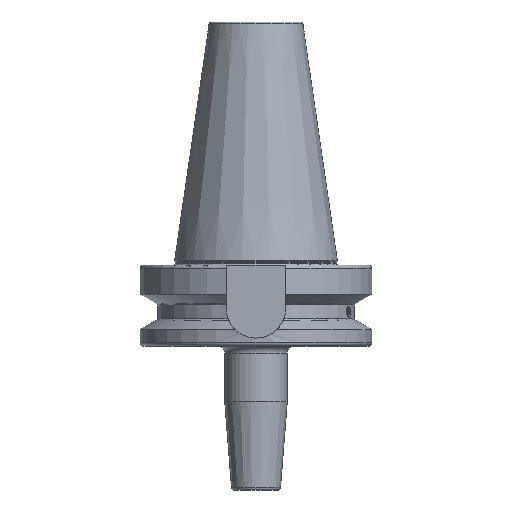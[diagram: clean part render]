
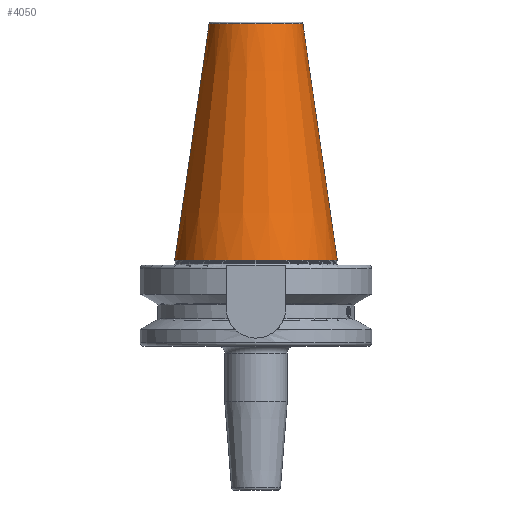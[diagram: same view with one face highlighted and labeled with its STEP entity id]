
A CAD part, left-side view. The second image highlights one B-rep face of the part: STEP entity #4050.
In plain terms, the highlighted conical face has half-angle 8.297 degrees and reference radius 27.637 mm.
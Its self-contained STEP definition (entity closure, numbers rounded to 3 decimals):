
#1125=CARTESIAN_POINT('',(0,0,138.944));
#1126=DIRECTION('',(0,0,1));
#1127=DIRECTION('',(0,1,0));
#1128=AXIS2_PLACEMENT_3D('',#1125,#1126,#1127);
#1130=DIRECTION('',(0.,0.144,0.99));
#1131=VECTOR('',#1130,103.023);
#1132=CARTESIAN_POINT('',(0,-35.071,37));
#1133=LINE('',#1132,#1131);
#1134=CARTESIAN_POINT('',(0,0,37));
#1135=DIRECTION('',(0,0,1));
#1136=DIRECTION('',(0,1,0));
#1137=AXIS2_PLACEMENT_3D('',#1134,#1135,#1136);
#1139=DIRECTION('',(0.,-0.144,0.99));
#1140=VECTOR('',#1139,103.023);
#1141=CARTESIAN_POINT('',(0,35.071,37));
#1142=LINE('',#1141,#1140);
#2386=CARTESIAN_POINT('',(0,35.071,37));
#2388=VERTEX_POINT('',#2386);
#2402=CARTESIAN_POINT('',(0,-35.071,37));
#2404=VERTEX_POINT('',#2402);
#2429=CARTESIAN_POINT('',(0,20.204,138.944));
#2430=CARTESIAN_POINT('',(0,-20.204,138.944));
#2431=VERTEX_POINT('',#2429);
#2432=VERTEX_POINT('',#2430);
#4036=CARTESIAN_POINT('',(0,0,87.972));
#4037=DIRECTION('',(0,0,-1));
#4038=DIRECTION('',(0,-1,0));
#4039=AXIS2_PLACEMENT_3D('',#4036,#4037,#4038);
#4040=CONICAL_SURFACE('',#4039,27.637,8.297);
#4042=ORIENTED_EDGE('',*,*,#4041,.T.);
#4044=ORIENTED_EDGE('',*,*,#4043,.F.);
#4045=ORIENTED_EDGE('',*,*,#4029,.F.);
#4047=ORIENTED_EDGE('',*,*,#4046,.T.);
#4048=EDGE_LOOP('',(#4042,#4044,#4045,#4047));
#4049=FACE_OUTER_BOUND('',#4048,.F.);
#4050=ADVANCED_FACE('',(#4049),#4040,.T.);
#1129=CIRCLE('',#1128,20.204);
#1138=CIRCLE('',#1137,35.071);
#4029=EDGE_CURVE('',#2388,#2404,#1138,.T.);
#4041=EDGE_CURVE('',#2431,#2432,#1129,.T.);
#4043=EDGE_CURVE('',#2404,#2432,#1133,.T.);
#4046=EDGE_CURVE('',#2388,#2431,#1142,.T.);
